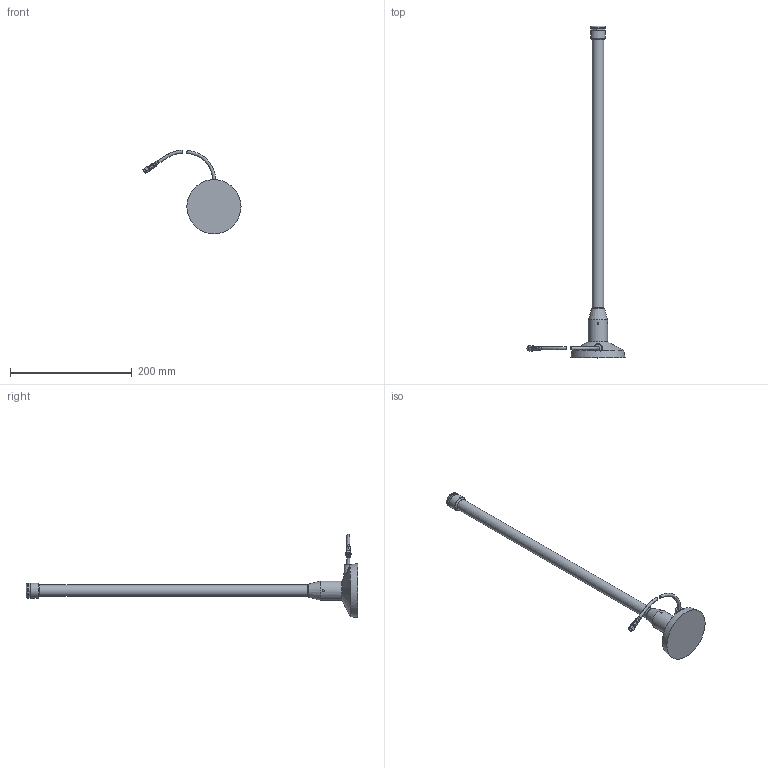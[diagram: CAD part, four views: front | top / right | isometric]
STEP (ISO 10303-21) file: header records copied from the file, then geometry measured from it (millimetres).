
FILE_DESCRIPTION (( 'STEP AP214' ), '1' );
FILE_NAME ('RE09U-SM.STEP', '2018-04-03T12:32:43', ( '' ), ( '' ), 'SwSTEP 2.0', 'SolidWorks 2017', '' );
FILE_SCHEMA (( 'AUTOMOTIVE_DESIGN' ));
Length unit declared in the file: millimetre
Products named in the file (9): RE09U-SM; HMA3-XXXASM; HPC201; HPC201-MA2; HPC201-MA1; HEATSH-HEX_stepd_195Black; 8 Foot-195_Black; HMA3-XXXAYY_BASE; HG2409U
Assembly tree (8 placements, depth 4):
  RE09U-SM
    HG2409U
    HMA3-XXXASM
      HMA3-XXXAYY_BASE
      8 Foot-195_Black
      HEATSH-HEX_stepd_195Black
      HPC201
        HPC201-MA1
        HPC201-MA2
Bounding box: 160.99 x 545.09 x 137.07 mm (x, y, z)
Volume: 283796.5 mm3; surface area: 59096.1 mm2
Topology: 8 solids, 8 shells, 206 faces, 414 edges, 251 vertices
Faces by surface type: plane 80, cylinder 67, cone 37, torus 11, sphere 6, bspline 5
Full cylindrical faces by diameter (mm): 0.508 x1, 1.016 x1, 1.2 x1, 1.302 x1, 1.312 x1, 1.397 x1, 1.561 x1, 1.6 x1, 1.65 x1, 1.8 x1, 2.946 x4, 2.98 x1, 3.1 x1, 4.6 x1, 4.953 x1, 5.207 x1, 5.461 x1, 5.588 x1, 6.35 x1, 6.858 x1, 6.98 x1, 7.684 x1, 7.874 x1, 8 x1, 13.386 x1, 13.538 x1, 15.428 x1, 15.875 x1, 17.473 x1, 18.618 x1
Entity records: 7316 total; most frequent: CARTESIAN_POINT 1853, DIRECTION 866, ORIENTED_EDGE 608, AXIS2_PLACEMENT_3D 387, EDGE_LOOP 330, EDGE_CURVE 304, FACE_OUTER_BOUND 258, VERTEX_POINT 234
